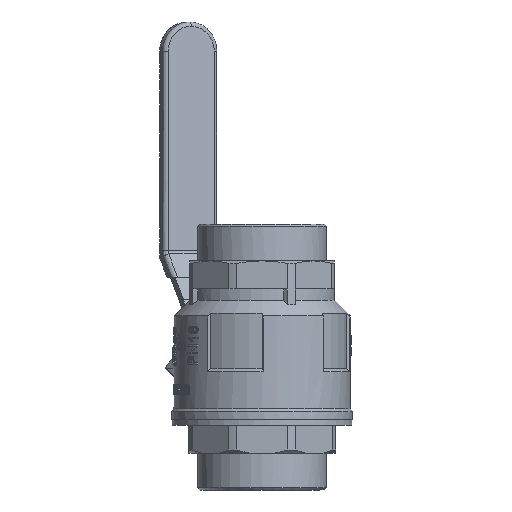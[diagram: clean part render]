
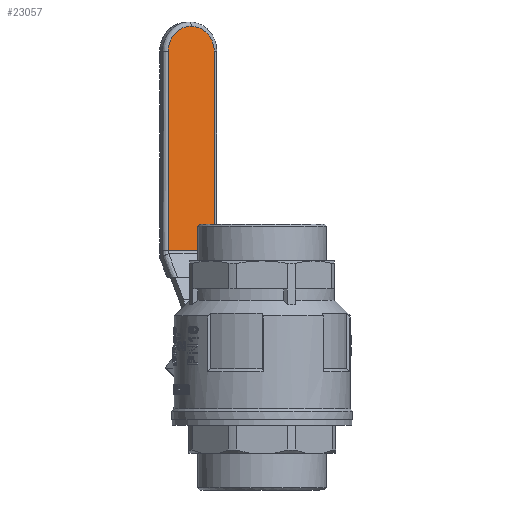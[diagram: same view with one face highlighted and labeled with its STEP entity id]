
A CAD part, left-side view. The second image highlights one B-rep face of the part: STEP entity #23057.
In plain terms, the highlighted face is planar.
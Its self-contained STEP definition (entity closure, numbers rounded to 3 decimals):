
#1765=B_SPLINE_CURVE_WITH_KNOTS('',3,(#45110,#45111,#45112,#45113,#45114,
#45115,#45116,#45117,#45118,#45119,#45120,#45121,#45122,#45123,#45124,#45125,
#45126,#45127,#45128,#45129,#45130,#45131),.UNSPECIFIED.,.F.,.F.,(4,2,2,
2,2,2,2,2,2,2,4),(0.,0.283,0.593,3.612,
6.69,9.768,12.846,15.923,18.942,
19.252,19.533),.UNSPECIFIED.);
#1766=B_SPLINE_CURVE_WITH_KNOTS('',3,(#45133,#45134,#45135,#45136,#45137,
#45138,#45139,#45140,#45141,#45142,#45143,#45144,#45145,#45146,#45147,#45148,
#45149,#45150,#45151,#45152,#45153,#45154),.UNSPECIFIED.,.F.,.F.,(4,2,2,
2,2,2,2,2,2,2,4),(0.,0.283,0.593,3.612,
6.69,9.768,12.846,15.923,18.943,
19.252,19.533),.UNSPECIFIED.);
#2611=ORIENTED_EDGE('',*,*,#9892,.T.);
#2612=ORIENTED_EDGE('',*,*,#9893,.T.);
#2613=ORIENTED_EDGE('',*,*,#9894,.F.);
#2614=ORIENTED_EDGE('',*,*,#9895,.F.);
#2615=ORIENTED_EDGE('',*,*,#9896,.F.);
#9892=EDGE_CURVE('',#13544,#13545,#15997,.T.);
#9893=EDGE_CURVE('',#13545,#13546,#15998,.T.);
#9894=EDGE_CURVE('',#13547,#13546,#1765,.T.);
#9895=EDGE_CURVE('',#13548,#13547,#1766,.T.);
#9896=EDGE_CURVE('',#13544,#13548,#15999,.T.);
#13544=VERTEX_POINT('',#45106);
#13545=VERTEX_POINT('',#45107);
#13546=VERTEX_POINT('',#45109);
#13547=VERTEX_POINT('',#45132);
#13548=VERTEX_POINT('',#45155);
#15997=LINE('',#45105,#17544);
#15998=LINE('',#45108,#17545);
#15999=LINE('',#45156,#17546);
#17544=VECTOR('',#36400,1000.);
#17545=VECTOR('',#36401,1000.);
#17546=VECTOR('',#36402,1000.);
#19025=EDGE_LOOP('',(#2611,#2612,#2613,#2614,#2615));
#20480=FACE_BOUND('',#19025,.T.);
#21920=PLANE('',#32925);
#23057=ADVANCED_FACE('',(#20480),#21920,.T.);
#32925=AXIS2_PLACEMENT_3D('',#45104,#36398,#36399);
#36398=DIRECTION('',(0.,-1.,0.));
#36399=DIRECTION('',(-1.,0.,0.));
#36400=DIRECTION('',(0.,0.,-1.));
#36401=DIRECTION('',(1.,0.,0.));
#36402=DIRECTION('',(1.,0.,0.));
#45104=CARTESIAN_POINT('',(154.,85.75,-31.));
#45105=CARTESIAN_POINT('',(48.107,85.75,-31.));
#45106=CARTESIAN_POINT('',(48.107,85.75,-19.5));
#45107=CARTESIAN_POINT('',(48.107,85.75,-42.5));
#45108=CARTESIAN_POINT('',(94.303,85.75,-42.5));
#45109=CARTESIAN_POINT('',(140.5,85.75,-42.5));
#45110=CARTESIAN_POINT('',(152.,85.75,-31.));
#45111=CARTESIAN_POINT('',(152.,85.75,-31.087));
#45112=CARTESIAN_POINT('',(151.999,85.75,-31.175));
#45113=CARTESIAN_POINT('',(151.995,85.75,-31.358));
#45114=CARTESIAN_POINT('',(151.991,85.75,-31.453));
#45115=CARTESIAN_POINT('',(151.942,85.75,-32.48));
#45116=CARTESIAN_POINT('',(151.785,85.75,-33.402));
#45117=CARTESIAN_POINT('',(151.246,85.75,-35.205));
#45118=CARTESIAN_POINT('',(150.862,85.75,-36.077));
#45119=CARTESIAN_POINT('',(149.889,85.75,-37.709));
#45120=CARTESIAN_POINT('',(149.303,85.75,-38.461));
#45121=CARTESIAN_POINT('',(147.959,85.75,-39.804));
#45122=CARTESIAN_POINT('',(147.207,85.75,-40.39));
#45123=CARTESIAN_POINT('',(145.575,85.75,-41.363));
#45124=CARTESIAN_POINT('',(144.702,85.75,-41.747));
#45125=CARTESIAN_POINT('',(142.899,85.75,-42.285));
#45126=CARTESIAN_POINT('',(141.977,85.75,-42.443));
#45127=CARTESIAN_POINT('',(140.951,85.75,-42.492));
#45128=CARTESIAN_POINT('',(140.856,85.75,-42.495));
#45129=CARTESIAN_POINT('',(140.674,85.75,-42.499));
#45130=CARTESIAN_POINT('',(140.587,85.75,-42.5));
#45131=CARTESIAN_POINT('',(140.5,85.75,-42.5));
#45132=CARTESIAN_POINT('',(152.,85.75,-31.));
#45133=CARTESIAN_POINT('',(140.5,85.75,-19.5));
#45134=CARTESIAN_POINT('',(140.587,85.75,-19.5));
#45135=CARTESIAN_POINT('',(140.675,85.75,-19.501));
#45136=CARTESIAN_POINT('',(140.858,85.75,-19.505));
#45137=CARTESIAN_POINT('',(140.953,85.75,-19.509));
#45138=CARTESIAN_POINT('',(141.98,85.75,-19.558));
#45139=CARTESIAN_POINT('',(142.902,85.75,-19.715));
#45140=CARTESIAN_POINT('',(144.705,85.75,-20.254));
#45141=CARTESIAN_POINT('',(145.577,85.75,-20.638));
#45142=CARTESIAN_POINT('',(147.209,85.75,-21.611));
#45143=CARTESIAN_POINT('',(147.961,85.75,-22.197));
#45144=CARTESIAN_POINT('',(149.304,85.75,-23.541));
#45145=CARTESIAN_POINT('',(149.89,85.75,-24.293));
#45146=CARTESIAN_POINT('',(150.863,85.75,-25.925));
#45147=CARTESIAN_POINT('',(151.247,85.75,-26.798));
#45148=CARTESIAN_POINT('',(151.785,85.75,-28.601));
#45149=CARTESIAN_POINT('',(151.943,85.75,-29.523));
#45150=CARTESIAN_POINT('',(151.992,85.75,-30.549));
#45151=CARTESIAN_POINT('',(151.995,85.75,-30.644));
#45152=CARTESIAN_POINT('',(151.999,85.75,-30.826));
#45153=CARTESIAN_POINT('',(152.,85.75,-30.913));
#45154=CARTESIAN_POINT('',(152.,85.75,-31.));
#45155=CARTESIAN_POINT('',(140.5,85.75,-19.5));
#45156=CARTESIAN_POINT('',(93.303,85.75,-19.5));
